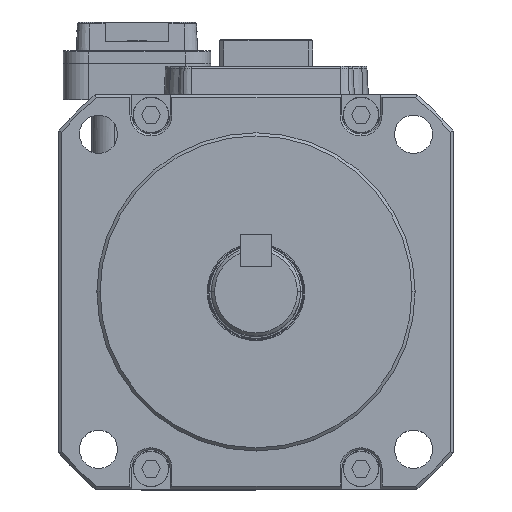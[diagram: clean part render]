
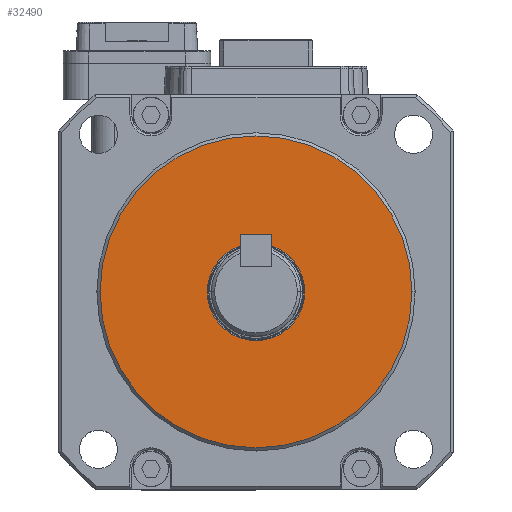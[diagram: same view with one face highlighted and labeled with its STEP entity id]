
A CAD part, top view. The second image highlights one B-rep face of the part: STEP entity #32490.
In plain terms, the highlighted planar face has unit normal (0, 0, 1).
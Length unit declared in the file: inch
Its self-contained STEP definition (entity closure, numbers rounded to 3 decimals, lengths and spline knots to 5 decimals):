
#1591 = ORIENTED_EDGE ( 'NONE', *, *, #11595, .F. ) ;
#9718 = VERTEX_POINT ( 'NONE', #41265 ) ;
#11595 = EDGE_CURVE ( 'NONE', #9718, #17399, #24453, .T. ) ;
#13425 = CARTESIAN_POINT ( 'NONE',  ( 0., 0., 1.16142 ) ) ;
#13832 = DIRECTION ( 'NONE',  ( 1., 0., 0. ) ) ;
#16905 = ORIENTED_EDGE ( 'NONE', *, *, #60724, .T. ) ;
#17399 = VERTEX_POINT ( 'NONE', #24117 ) ;
#18990 = AXIS2_PLACEMENT_3D ( 'NONE', #57483, #24197, #24994 ) ;
#19309 = EDGE_CURVE ( 'NONE', #17399, #9718, #44020, .T. ) ;
#20302 = DIRECTION ( 'NONE',  ( -1., 0., 0. ) ) ;
#22433 = VERTEX_POINT ( 'NONE', #58096 ) ;
#22478 = DIRECTION ( 'NONE',  ( 0., 0., 1. ) ) ;
#22837 = DIRECTION ( 'NONE',  ( 0., 0., -1. ) ) ;
#24117 = CARTESIAN_POINT ( 'NONE',  ( 0.96457, 0., 1.16142 ) ) ;
#24197 = DIRECTION ( 'NONE',  ( 0., 0., -1. ) ) ;
#24453 = CIRCLE ( 'NONE', #47764, 0.96457 ) ;
#24827 = DIRECTION ( 'NONE',  ( 0., 0., -1. ) ) ;
#24994 = DIRECTION ( 'NONE',  ( -1., 0., 0. ) ) ;
#25071 = EDGE_LOOP ( 'NONE', ( #1591, #39876 ) ) ;
#26481 = CIRCLE ( 'NONE', #38818, 0.30118 ) ;
#28370 = DIRECTION ( 'NONE',  ( 0., 0., -1. ) ) ;
#32490 = ADVANCED_FACE ( 'NONE', ( #42192, #40687 ), #50785, .T. ) ;
#33188 = CIRCLE ( 'NONE', #18990, 0.30118 ) ;
#33550 = CARTESIAN_POINT ( 'NONE',  ( 0., 0., 1.16142 ) ) ;
#35670 = AXIS2_PLACEMENT_3D ( 'NONE', #13425, #22478, #13832 ) ;
#36316 = AXIS2_PLACEMENT_3D ( 'NONE', #45779, #22837, #55297 ) ;
#37130 = CARTESIAN_POINT ( 'NONE',  ( -0.30118, 0., 1.16142 ) ) ;
#38818 = AXIS2_PLACEMENT_3D ( 'NONE', #33550, #28370, #42690 ) ;
#39876 = ORIENTED_EDGE ( 'NONE', *, *, #19309, .F. ) ;
#40687 = FACE_OUTER_BOUND ( 'NONE', #25071, .T. ) ;
#41265 = CARTESIAN_POINT ( 'NONE',  ( -0.96457, 0., 1.16142 ) ) ;
#42192 = FACE_BOUND ( 'NONE', #50915, .T. ) ;
#42690 = DIRECTION ( 'NONE',  ( -1., 0., 0. ) ) ;
#43324 = VERTEX_POINT ( 'NONE', #37130 ) ;
#44020 = CIRCLE ( 'NONE', #36316, 0.96457 ) ;
#45779 = CARTESIAN_POINT ( 'NONE',  ( 0., 0., 1.16142 ) ) ;
#47764 = AXIS2_PLACEMENT_3D ( 'NONE', #48178, #24827, #20302 ) ;
#48178 = CARTESIAN_POINT ( 'NONE',  ( 0., 0., 1.16142 ) ) ;
#50785 = PLANE ( 'NONE',  #35670 ) ;
#50915 = EDGE_LOOP ( 'NONE', ( #51040, #16905 ) ) ;
#51040 = ORIENTED_EDGE ( 'NONE', *, *, #60352, .T. ) ;
#55297 = DIRECTION ( 'NONE',  ( -1., 0., 0. ) ) ;
#57483 = CARTESIAN_POINT ( 'NONE',  ( 0., 0., 1.16142 ) ) ;
#58096 = CARTESIAN_POINT ( 'NONE',  ( 0.30118, 0., 1.16142 ) ) ;
#60352 = EDGE_CURVE ( 'NONE', #43324, #22433, #33188, .T. ) ;
#60724 = EDGE_CURVE ( 'NONE', #22433, #43324, #26481, .T. ) ;
